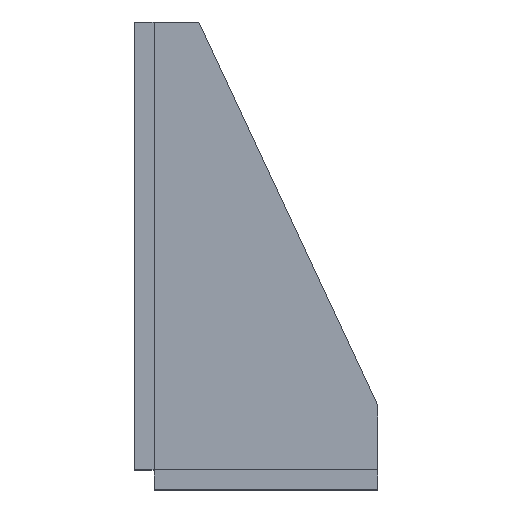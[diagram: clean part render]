
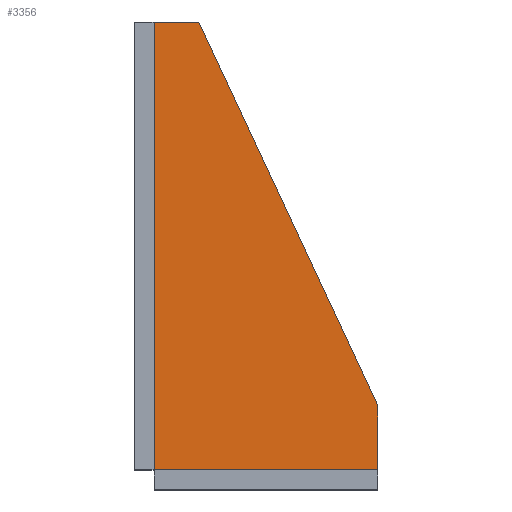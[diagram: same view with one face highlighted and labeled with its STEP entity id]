
A CAD part, top view. The second image highlights one B-rep face of the part: STEP entity #3356.
In plain terms, the highlighted planar face has unit normal (0, 0, 1).
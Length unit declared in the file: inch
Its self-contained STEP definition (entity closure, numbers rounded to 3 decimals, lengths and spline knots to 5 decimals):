
#28 = LINE ( 'NONE', #8441, #7315 ) ;
#177 = EDGE_CURVE ( 'NONE', #4197, #5836, #3068, .T. ) ;
#862 = VECTOR ( 'NONE', #9877, 39.37008 ) ;
#1118 = LINE ( 'NONE', #3307, #5141 ) ;
#1174 = CARTESIAN_POINT ( 'NONE',  ( 1.56451, -0.14103, 0.8561 ) ) ;
#1554 = EDGE_CURVE ( 'NONE', #9103, #8851, #28, .T. ) ;
#1620 = EDGE_CURVE ( 'NONE', #8851, #8260, #3224, .T. ) ;
#2987 = ORIENTED_EDGE ( 'NONE', *, *, #177, .F. ) ;
#3068 = LINE ( 'NONE', #4723, #9622 ) ;
#3074 = DIRECTION ( 'NONE',  ( 0.423, -0.906, 0. ) ) ;
#3224 = LINE ( 'NONE', #3253, #7070 ) ;
#3249 = EDGE_CURVE ( 'NONE', #5836, #9103, #1118, .T. ) ;
#3253 = CARTESIAN_POINT ( 'NONE',  ( 1.56451, 3.35897, 0.8561 ) ) ;
#3307 = CARTESIAN_POINT ( 'NONE',  ( -0.18549, 6.85897, 0.8561 ) ) ;
#3356 = ADVANCED_FACE ( 'NONE', ( #8039 ), #5811, .F. ) ;
#3498 = AXIS2_PLACEMENT_3D ( 'NONE', #4320, #9568, #5117 ) ;
#4020 = DIRECTION ( 'NONE',  ( 0., -1., 0. ) ) ;
#4197 = VERTEX_POINT ( 'NONE', #7600 ) ;
#4320 = CARTESIAN_POINT ( 'NONE',  ( -0.18549, 3.35897, 0.8561 ) ) ;
#4650 = CARTESIAN_POINT ( 'NONE',  ( -0.18549, -0.14103, 0.8561 ) ) ;
#4673 = DIRECTION ( 'NONE',  ( 0., 1., 0. ) ) ;
#4723 = CARTESIAN_POINT ( 'NONE',  ( -1.93549, 3.35897, 0.8561 ) ) ;
#5117 = DIRECTION ( 'NONE',  ( -1., 0., 0. ) ) ;
#5141 = VECTOR ( 'NONE', #7127, 39.37008 ) ;
#5789 = CARTESIAN_POINT ( 'NONE',  ( 1.56451, 0.85897, 0.8561 ) ) ;
#5811 = PLANE ( 'NONE',  #3498 ) ;
#5836 = VERTEX_POINT ( 'NONE', #9517 ) ;
#6168 = CARTESIAN_POINT ( 'NONE',  ( -1.23333, 6.85897, 0.8561 ) ) ;
#6640 = ORIENTED_EDGE ( 'NONE', *, *, #3249, .F. ) ;
#6726 = EDGE_LOOP ( 'NONE', ( #8966, #6816, #7722, #6640, #2987 ) ) ;
#6816 = ORIENTED_EDGE ( 'NONE', *, *, #1620, .F. ) ;
#7070 = VECTOR ( 'NONE', #4020, 39.37008 ) ;
#7127 = DIRECTION ( 'NONE',  ( 1., 0., 0. ) ) ;
#7315 = VECTOR ( 'NONE', #3074, 39.37008 ) ;
#7600 = CARTESIAN_POINT ( 'NONE',  ( -1.93549, -0.14103, 0.8561 ) ) ;
#7722 = ORIENTED_EDGE ( 'NONE', *, *, #1554, .F. ) ;
#7910 = EDGE_CURVE ( 'NONE', #8260, #4197, #9113, .T. ) ;
#8039 = FACE_OUTER_BOUND ( 'NONE', #6726, .T. ) ;
#8260 = VERTEX_POINT ( 'NONE', #1174 ) ;
#8441 = CARTESIAN_POINT ( 'NONE',  ( -1.23333, 6.85897, 0.8561 ) ) ;
#8851 = VERTEX_POINT ( 'NONE', #5789 ) ;
#8966 = ORIENTED_EDGE ( 'NONE', *, *, #7910, .F. ) ;
#9103 = VERTEX_POINT ( 'NONE', #6168 ) ;
#9113 = LINE ( 'NONE', #4650, #862 ) ;
#9517 = CARTESIAN_POINT ( 'NONE',  ( -1.93549, 6.85897, 0.8561 ) ) ;
#9568 = DIRECTION ( 'NONE',  ( 0., 0., -1. ) ) ;
#9622 = VECTOR ( 'NONE', #4673, 39.37008 ) ;
#9877 = DIRECTION ( 'NONE',  ( -1., 0., 0. ) ) ;
